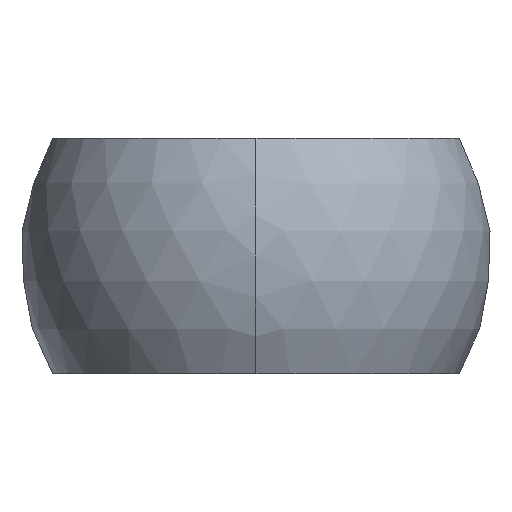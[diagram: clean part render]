
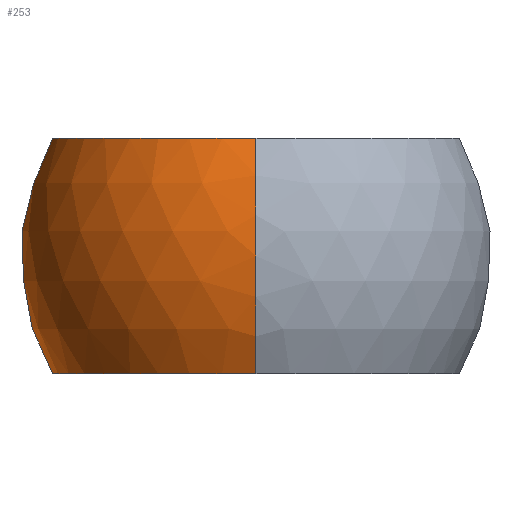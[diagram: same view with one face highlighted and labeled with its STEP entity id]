
A CAD part, left-side view. The second image highlights one B-rep face of the part: STEP entity #253.
In plain terms, the highlighted spherical face has radius 7 mm.
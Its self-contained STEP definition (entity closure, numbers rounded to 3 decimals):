
#111=EDGE_CURVE('',#211,#229,#299,.T.);
#133=EDGE_CURVE('',#157,#153,#321,.T.);
#153=VERTEX_POINT('',#346);
#157=VERTEX_POINT('',#350);
#205=EDGE_CURVE('',#153,#211,#402,.T.);
#211=VERTEX_POINT('',#409);
#229=VERTEX_POINT('',#428);
#253=ADVANCED_FACE('',(#458),#459,.T.);
#275=EDGE_CURVE('',#229,#157,#483,.T.);
#299=CIRCLE('',#498,6.062);
#321=CIRCLE('',#530,6.062);
#346=CARTESIAN_POINT('',(5.4,2.756,-3.5));
#350=CARTESIAN_POINT('',(-6.062,0.,-3.5));
#402=CIRCLE('',#698,4.455);
#409=CARTESIAN_POINT('',(5.4,2.756,3.5));
#428=CARTESIAN_POINT('',(-6.062,0.,3.5));
#458=FACE_OUTER_BOUND('',#763,.T.);
#459=SPHERICAL_SURFACE('',#764,7.0);
#483=CIRCLE('',#819,7.0);
#498=AXIS2_PLACEMENT_3D('',#832,#833,#834);
#530=AXIS2_PLACEMENT_3D('',#852,#853,#854);
#698=AXIS2_PLACEMENT_3D('',#950,#951,#952);
#763=EDGE_LOOP('',(#1031,#1032,#1033,#1034));
#764=AXIS2_PLACEMENT_3D('',#1035,#1036,#1037);
#819=AXIS2_PLACEMENT_3D('',#1063,#1064,#1065);
#832=CARTESIAN_POINT('',(0.0,0.0,3.5));
#833=DIRECTION('',(0.0,-0.0,1.0));
#834=DIRECTION('',(0.0,1.0,0.0));
#852=CARTESIAN_POINT('',(0.0,0.0,-3.5));
#853=DIRECTION('',(-0.0,-0.0,-1.0));
#854=DIRECTION('',(0.0,-1.0,0.0));
#950=CARTESIAN_POINT('',(5.4,0.0,0.0));
#951=DIRECTION('',(1.0,0.0,0.0));
#952=DIRECTION('',(0.0,1.0,0.0));
#1031=ORIENTED_EDGE('',*,*,#275,.F.);
#1032=ORIENTED_EDGE('',*,*,#111,.F.);
#1033=ORIENTED_EDGE('',*,*,#205,.F.);
#1034=ORIENTED_EDGE('',*,*,#133,.F.);
#1035=CARTESIAN_POINT('',(0.0,0.0,0.0));
#1036=DIRECTION('',(0.0,0.0,1.0));
#1037=DIRECTION('',(1.0,0.0,0.0));
#1063=CARTESIAN_POINT('',(0.0,0.0,0.0));
#1064=DIRECTION('',(0.,-1.0,0.0));
#1065=DIRECTION('',(0.0,0.0,1.0));
